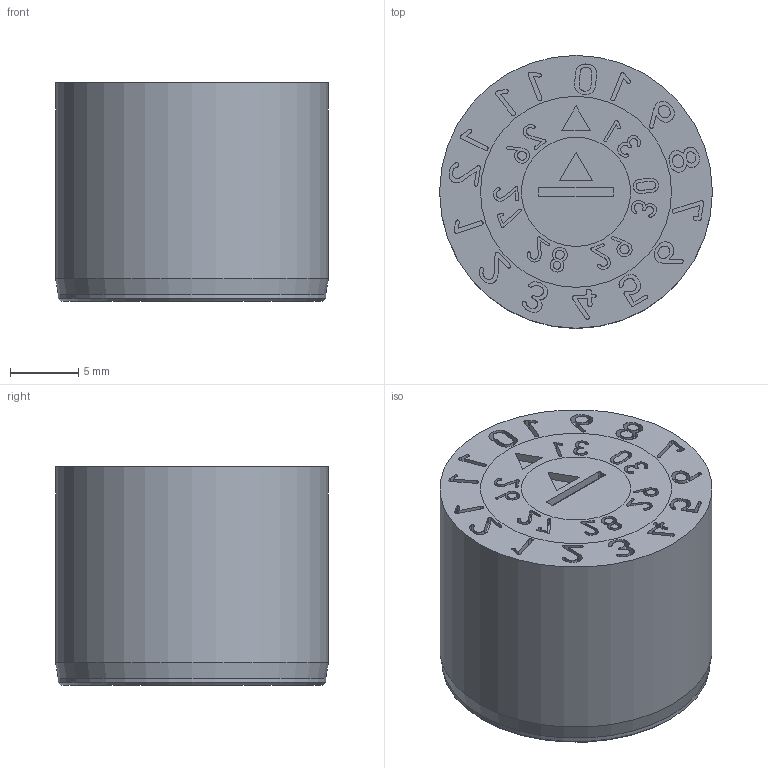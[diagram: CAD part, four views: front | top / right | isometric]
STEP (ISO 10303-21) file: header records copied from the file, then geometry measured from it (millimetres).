
FILE_DESCRIPTION(/* description */ (''),/* implementation_level */ '2;1');
FILE_NAME(/* name */ 'Dati-93900_BC$20$Jahr+5.stp',/* time_stamp */ '2025-09-16T17:24:49+02:00',/* author */ ('olafg'),/* organization */ (''),/* preprocessor_version */ 'ST-DEVELOPER v20',/* originating_system */ 'Autodesk Inventor 2024',/* authorisation */ '');
FILE_SCHEMA (('AUTOMOTIVE_DESIGN { 1 0 10303 214 3 1 1 }'));
Length unit declared in the file: millimetre
Products named in the file (4): Zusammenbau BC 93920; 1020-01-00 Hülse; Gehäusering 20; Stelleinsatz 9020
Assembly tree (3 placements, depth 2):
  Zusammenbau BC 93920
    1020-01-00 Hülse
    Gehäusering 20
    Stelleinsatz 9020
Bounding box: 20 x 20 x 16 mm (x, y, z)
Volume: 5066.4 mm3; surface area: 2967.2 mm2
Topology: 3 solids, 3 shells, 573 faces, 1563 edges, 1041 vertices
Faces by surface type: bspline 346, plane 207, cylinder 14, cone 6
Full cylindrical faces by diameter (mm): 4 x2, 4.1 x1, 8 x2, 13 x1, 14 x2, 19.6 x1, 20 x1
Entity records: 20135 total; most frequent: CARTESIAN_POINT 7838, ORIENTED_EDGE 3126, EDGE_CURVE 1563, DIRECTION 1376, VERTEX_POINT 1041, LINE 834, VECTOR 834, B_SPLINE_CURVE_WITH_KNOTS 692
